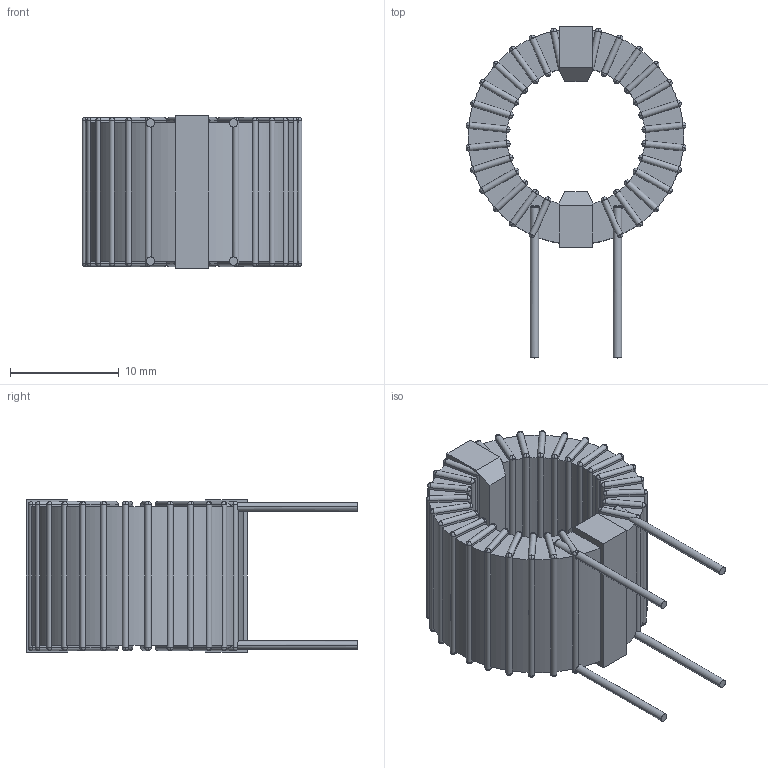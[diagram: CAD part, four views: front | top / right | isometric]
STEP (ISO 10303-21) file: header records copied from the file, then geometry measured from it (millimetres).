
FILE_DESCRIPTION((''),'2;1');
FILE_NAME('7117-RC','2012-08-14T',('ryans'),('Bourns, Inc.'),'PRO/ENGINEER BY PARAMETRIC TECHNOLOGY CORPORATION, 2010100','PRO/ENGINEER BY PARAMETRIC TECHNOLOGY CORPORATION, 2010100','');
FILE_SCHEMA(('CONFIG_CONTROL_DESIGN'));
Length unit declared in the file: inch
Products named in the file (1): 7117-RC
Bounding box: 20.21 x 30.48 x 13.97 mm (x, y, z)
Volume: 2583.9 mm3; surface area: 2202.9 mm2
Topology: 1 solids, 1 shells, 590 faces, 1544 edges, 956 vertices
Faces by surface type: sphere 204, plane 200, cylinder 174, bspline 8, torus 4
Entity records: 19459 total; most frequent: CARTESIAN_POINT 4511, DIRECTION 3400, ORIENTED_EDGE 3088, EDGE_CURVE 1544, AXIS2_PLACEMENT_3D 1388, VERTEX_POINT 956, CIRCLE 806, VECTOR 624
